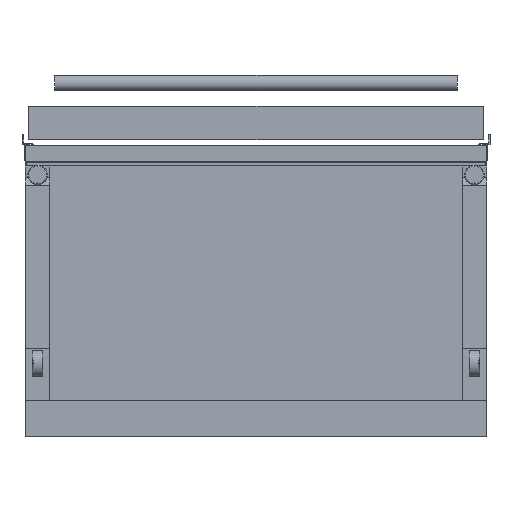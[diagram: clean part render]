
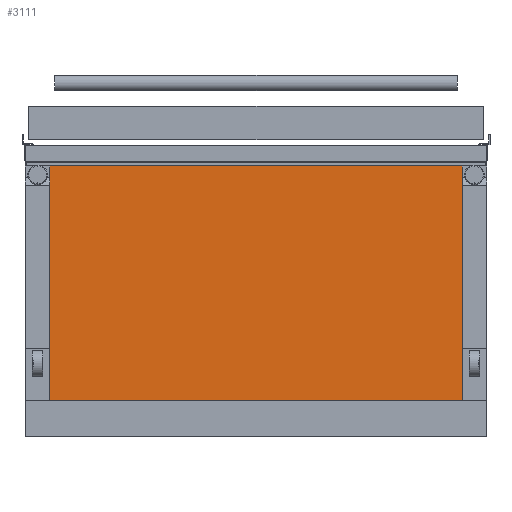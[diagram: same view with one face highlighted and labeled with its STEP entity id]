
A CAD part, front view. The second image highlights one B-rep face of the part: STEP entity #3111.
In plain terms, the highlighted planar face has unit normal (0, -1, 0).
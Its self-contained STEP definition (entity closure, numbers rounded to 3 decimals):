
#151 = CARTESIAN_POINT ( 'NONE',  ( 396., -990.85, 240. ) ) ;
#629 = CARTESIAN_POINT ( 'NONE',  ( -443., -990.85, -210.4 ) ) ;
#882 = VERTEX_POINT ( 'NONE', #2694 ) ;
#1021 = VECTOR ( 'NONE', #11073, 1000. ) ;
#1355 = PLANE ( 'NONE',  #11835 ) ;
#1425 = DIRECTION ( 'NONE',  ( 0., 1., 0. ) ) ;
#1502 = CARTESIAN_POINT ( 'NONE',  ( 396., -990.85, -210.4 ) ) ;
#1668 = VECTOR ( 'NONE', #5810, 1000. ) ;
#2199 = VERTEX_POINT ( 'NONE', #151 ) ;
#2463 = DIRECTION ( 'NONE',  ( 0., 0., 1. ) ) ;
#2543 = CARTESIAN_POINT ( 'NONE',  ( -396., -990.85, 240. ) ) ;
#2633 = ORIENTED_EDGE ( 'NONE', *, *, #9927, .F. ) ;
#2694 = CARTESIAN_POINT ( 'NONE',  ( -396., -990.85, -210.4 ) ) ;
#2772 = ORIENTED_EDGE ( 'NONE', *, *, #3316, .T. ) ;
#2946 = FACE_OUTER_BOUND ( 'NONE', #3178, .T. ) ;
#3111 = ADVANCED_FACE ( 'NONE', ( #2946 ), #1355, .F. ) ;
#3178 = EDGE_LOOP ( 'NONE', ( #3225, #2772, #9233, #2633 ) ) ;
#3225 = ORIENTED_EDGE ( 'NONE', *, *, #11009, .T. ) ;
#3316 = EDGE_CURVE ( 'NONE', #2199, #7690, #6723, .T. ) ;
#3685 = VECTOR ( 'NONE', #9176, 1000. ) ;
#4118 = DIRECTION ( 'NONE',  ( 0., 0., 1. ) ) ;
#4454 = CARTESIAN_POINT ( 'NONE',  ( -396., -990.85, 240. ) ) ;
#5420 = EDGE_CURVE ( 'NONE', #882, #7690, #9286, .T. ) ;
#5810 = DIRECTION ( 'NONE',  ( 0., 0., 1. ) ) ;
#6128 = CARTESIAN_POINT ( 'NONE',  ( 396., -990.85, -280. ) ) ;
#6723 = LINE ( 'NONE', #4454, #3685 ) ;
#7107 = LINE ( 'NONE', #6128, #11557 ) ;
#7690 = VERTEX_POINT ( 'NONE', #2543 ) ;
#8048 = LINE ( 'NONE', #629, #1021 ) ;
#8106 = CARTESIAN_POINT ( 'NONE',  ( -396., -990.85, -280. ) ) ;
#8592 = VERTEX_POINT ( 'NONE', #1502 ) ;
#9176 = DIRECTION ( 'NONE',  ( -1., 0., 0. ) ) ;
#9233 = ORIENTED_EDGE ( 'NONE', *, *, #5420, .F. ) ;
#9286 = LINE ( 'NONE', #10507, #1668 ) ;
#9927 = EDGE_CURVE ( 'NONE', #8592, #882, #8048, .T. ) ;
#10507 = CARTESIAN_POINT ( 'NONE',  ( -396., -990.85, -280. ) ) ;
#11009 = EDGE_CURVE ( 'NONE', #8592, #2199, #7107, .T. ) ;
#11073 = DIRECTION ( 'NONE',  ( -1., 0., 0. ) ) ;
#11557 = VECTOR ( 'NONE', #2463, 1000. ) ;
#11835 = AXIS2_PLACEMENT_3D ( 'NONE', #8106, #1425, #4118 ) ;
